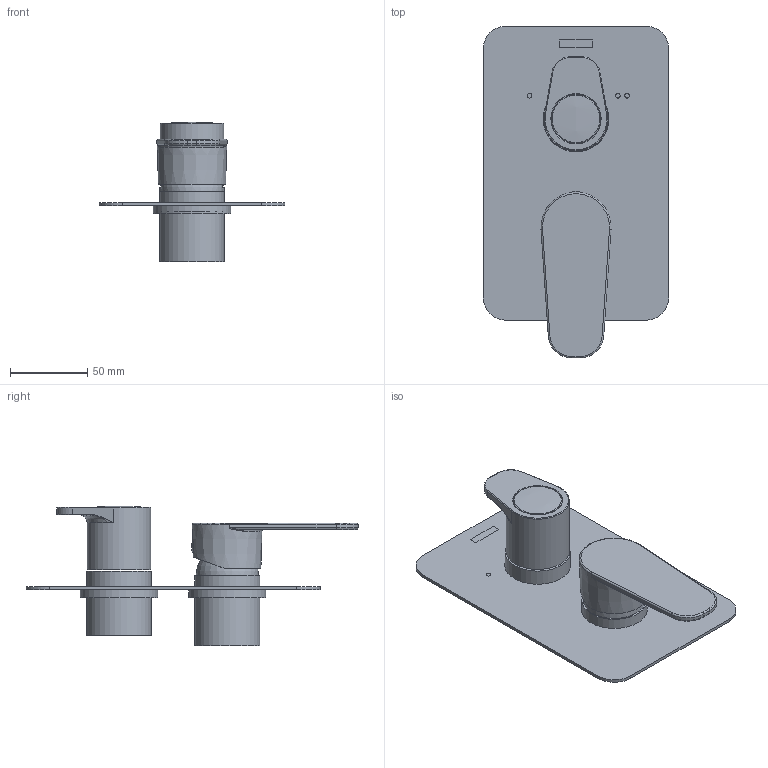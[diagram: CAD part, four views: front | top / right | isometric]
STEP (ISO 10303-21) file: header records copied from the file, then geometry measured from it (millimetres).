
FILE_DESCRIPTION (( 'STEP AP203' ), '1' );
FILE_NAME ('36CP00363.STEP', '2020-09-07T05:41:29', ( '' ), ( '' ), 'SwSTEP 2.0', 'SolidWorks 2018', '' );
FILE_SCHEMA (( 'CONFIG_CONTROL_DESIGN' ));
Length unit declared in the file: millimetre
Products named in the file (1): 36CP00363
Bounding box: 120 x 214.44 x 89.95 mm (x, y, z)
Volume: 109650.2 mm3; surface area: 107128.2 mm2
Topology: 11 solids, 11 shells, 157 faces, 327 edges, 208 vertices
Faces by surface type: plane 61, cylinder 54, torus 19, cone 16, bspline 4, sphere 3
Full cylindrical faces by diameter (mm): 6.8 x1, 9.5 x1, 10 x1, 25.6 x1, 28.6 x1, 31 x2, 31.6 x1, 32 x1, 35.8 x3, 36.5 x2, 37 x1, 39 x4, 41 x1, 42 x2, 42.5 x2, 43.2 x2, 48.5 x2, 50 x2
Entity records: 4249 total; most frequent: CARTESIAN_POINT 1085, DIRECTION 678, ORIENTED_EDGE 520, AXIS2_PLACEMENT_3D 299, EDGE_CURVE 260, EDGE_LOOP 236, VERTEX_POINT 192, FACE_OUTER_BOUND 189
